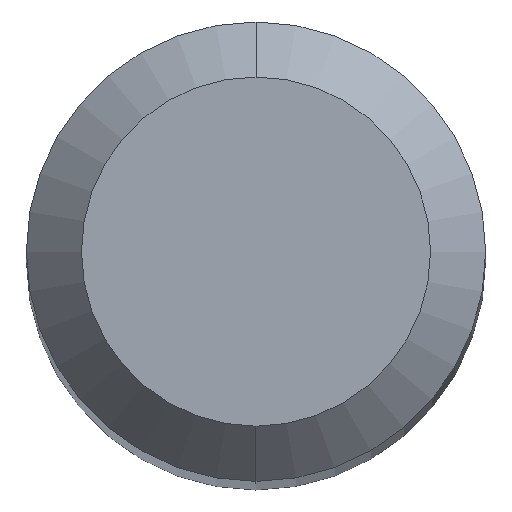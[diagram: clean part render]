
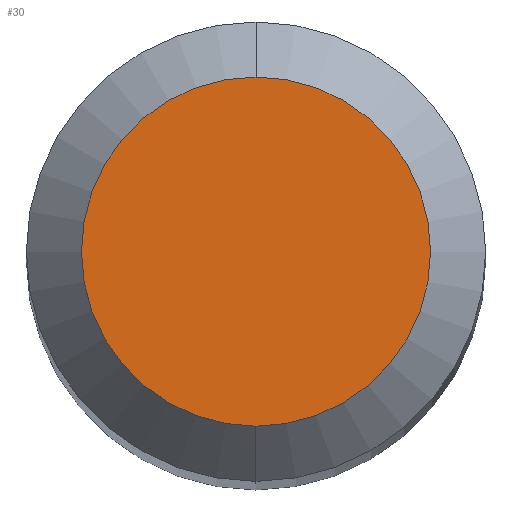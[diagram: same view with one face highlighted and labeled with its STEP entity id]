
A CAD part, top view. The second image highlights one B-rep face of the part: STEP entity #30.
In plain terms, the highlighted planar face has unit normal (0, 0, 1).
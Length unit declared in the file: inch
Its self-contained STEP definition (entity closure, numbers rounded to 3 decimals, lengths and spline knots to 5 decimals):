
#30 = ADVANCED_FACE ( 'NONE', ( #144 ), #132, .F. ) ;
#47 = DIRECTION ( 'NONE',  ( 0., 0., 1. ) ) ;
#55 = CARTESIAN_POINT ( 'NONE',  ( 0., 0.0475, 0. ) ) ;
#84 = EDGE_LOOP ( 'NONE', ( #314, #298 ) ) ;
#119 = CIRCLE ( 'NONE', #410, 0.0475 ) ;
#131 = CARTESIAN_POINT ( 'NONE',  ( 0., -0.0475, 0. ) ) ;
#132 = PLANE ( 'NONE',  #148 ) ;
#140 = CARTESIAN_POINT ( 'NONE',  ( 0., 0., 0. ) ) ;
#144 = FACE_OUTER_BOUND ( 'NONE', #84, .T. ) ;
#148 = AXIS2_PLACEMENT_3D ( 'NONE', #55, #292, #444 ) ;
#191 = EDGE_CURVE ( 'NONE', #315, #360, #259, .T. ) ;
#205 = DIRECTION ( 'NONE',  ( 0., -1., 0. ) ) ;
#212 = DIRECTION ( 'NONE',  ( 0., 0., 1. ) ) ;
#259 = CIRCLE ( 'NONE', #414, 0.0475 ) ;
#292 = DIRECTION ( 'NONE',  ( 0., 0., -1. ) ) ;
#298 = ORIENTED_EDGE ( 'NONE', *, *, #455, .T. ) ;
#314 = ORIENTED_EDGE ( 'NONE', *, *, #191, .T. ) ;
#315 = VERTEX_POINT ( 'NONE', #463 ) ;
#331 = DIRECTION ( 'NONE',  ( 0., -1., 0. ) ) ;
#360 = VERTEX_POINT ( 'NONE', #131 ) ;
#400 = CARTESIAN_POINT ( 'NONE',  ( 0., 0., 0. ) ) ;
#410 = AXIS2_PLACEMENT_3D ( 'NONE', #140, #212, #331 ) ;
#414 = AXIS2_PLACEMENT_3D ( 'NONE', #400, #47, #205 ) ;
#444 = DIRECTION ( 'NONE',  ( 0., 1., 0. ) ) ;
#455 = EDGE_CURVE ( 'NONE', #360, #315, #119, .T. ) ;
#463 = CARTESIAN_POINT ( 'NONE',  ( 0., 0.0475, 0. ) ) ;
